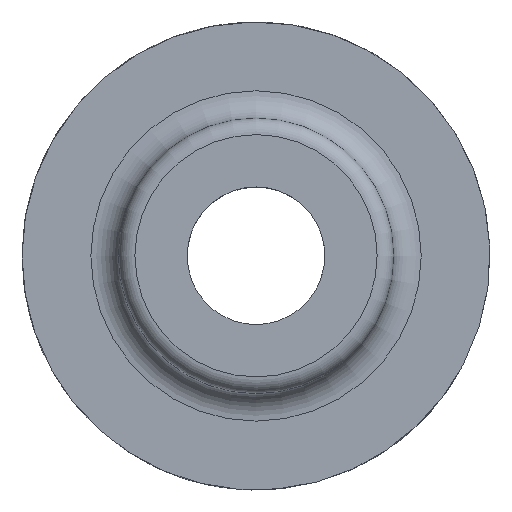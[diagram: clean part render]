
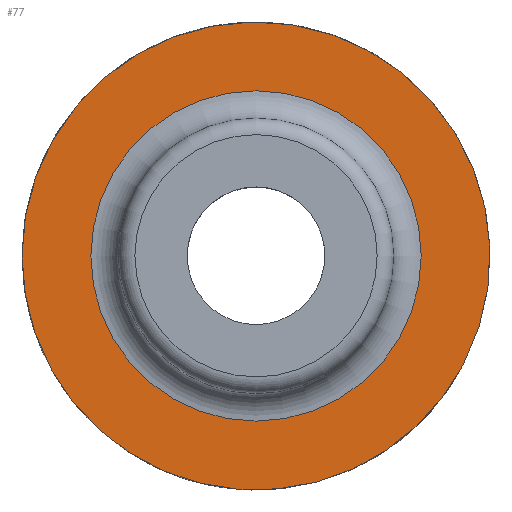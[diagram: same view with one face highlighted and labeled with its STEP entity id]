
A CAD part, top view. The second image highlights one B-rep face of the part: STEP entity #77.
In plain terms, the highlighted planar face has unit normal (0, 0, 1).
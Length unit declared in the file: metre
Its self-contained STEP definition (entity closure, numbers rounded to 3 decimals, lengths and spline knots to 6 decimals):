
#77 = ADVANCED_FACE( '', ( #90, #91 ), #92, .T. );
#90 = FACE_BOUND( '', #114, .T. );
#91 = FACE_OUTER_BOUND( '', #115, .T. );
#92 = PLANE( '', #116 );
#114 = EDGE_LOOP( '', ( #869 ) );
#115 = EDGE_LOOP( '', ( #870 ) );
#116 = AXIS2_PLACEMENT_3D( '', #871, #872, #873 );
#869 = ORIENTED_EDGE( '', *, *, #899, .T. );
#870 = ORIENTED_EDGE( '', *, *, #900, .T. );
#871 = CARTESIAN_POINT( '', ( 0., 0., 0.055 ) );
#872 = DIRECTION( '', ( 0., 0., 1. ) );
#873 = DIRECTION( '', ( 1., 0., 0. ) );
#899 = EDGE_CURVE( '', #910, #910, #911, .T. );
#900 = EDGE_CURVE( '', #912, #912, #913, .T. );
#910 = VERTEX_POINT( '', #959 );
#911 = CIRCLE( '', #960, 0.03 );
#912 = VERTEX_POINT( '', #961 );
#913 = CIRCLE( '', #962, 0.0425 );
#959 = CARTESIAN_POINT( '', ( 0.03, 0., 0.055 ) );
#960 = AXIS2_PLACEMENT_3D( '', #1028, #1029, #1030 );
#961 = CARTESIAN_POINT( '', ( -0.0425, 0., 0.055 ) );
#962 = AXIS2_PLACEMENT_3D( '', #1031, #1032, #1033 );
#1028 = CARTESIAN_POINT( '', ( 0., 0., 0.055 ) );
#1029 = DIRECTION( '', ( 0., 0., -1. ) );
#1030 = DIRECTION( '', ( 1., 0., 0. ) );
#1031 = CARTESIAN_POINT( '', ( 0., 0., 0.055 ) );
#1032 = DIRECTION( '', ( 0., 0., 1. ) );
#1033 = DIRECTION( '', ( -1., 0., 0. ) );
